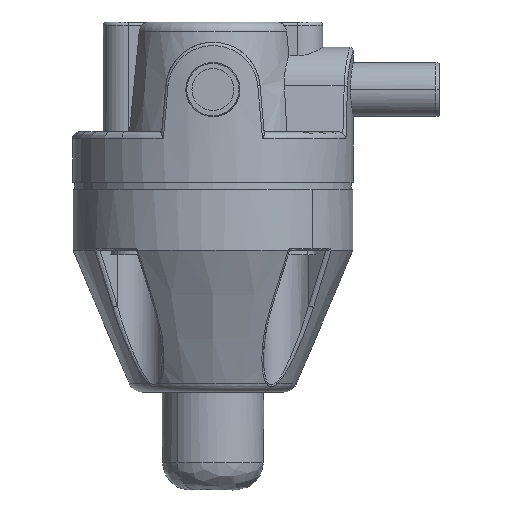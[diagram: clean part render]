
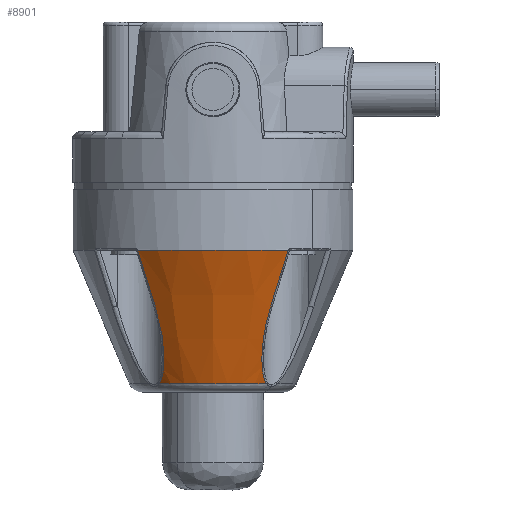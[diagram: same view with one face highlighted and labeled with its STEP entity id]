
A CAD part, front view. The second image highlights one B-rep face of the part: STEP entity #8901.
In plain terms, the highlighted conical face has half-angle 23 degrees and reference radius 33.103 mm.
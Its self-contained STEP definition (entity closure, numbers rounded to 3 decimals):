
#2989=CARTESIAN_POINT('',(0.,0.,-59.563));
#2990=DIRECTION('',(0.,0.,1.));
#2991=DIRECTION('',(-0.643,-0.766,0.));
#2992=AXIS2_PLACEMENT_3D('',#2989,#2990,#2991);
#2999=CARTESIAN_POINT('',(15.886,-18.922,
-59.563));
#3015=CARTESIAN_POINT('',(15.886,-18.922,
-59.563));
#3016=CARTESIAN_POINT('',(15.786,-19.083,
-59.425));
#3017=CARTESIAN_POINT('',(15.59,-19.416,
-59.111));
#3018=CARTESIAN_POINT('',(15.32,-19.952,
-58.511));
#3019=CARTESIAN_POINT('',(15.077,-20.524,
-57.776));
#3020=CARTESIAN_POINT('',(14.866,-21.134,
-56.9));
#3021=CARTESIAN_POINT('',(14.694,-21.779,
-55.877));
#3022=CARTESIAN_POINT('',(14.565,-22.468,
-54.69));
#3023=CARTESIAN_POINT('',(14.489,-23.206,
-53.321));
#3024=CARTESIAN_POINT('',(14.476,-23.992,
-51.756));
#3025=CARTESIAN_POINT('',(14.542,-24.83,
-49.98));
#3026=CARTESIAN_POINT('',(14.702,-25.722,
-47.972));
#3027=CARTESIAN_POINT('',(14.984,-26.671,
-45.698));
#3028=CARTESIAN_POINT('',(15.42,-27.675,
-43.132));
#3029=CARTESIAN_POINT('',(16.057,-28.73,
-40.23));
#3030=CARTESIAN_POINT('',(16.671,-29.464,
-38.016));
#3031=CARTESIAN_POINT('',(17.038,-29.826,
-36.845));
#3038=CARTESIAN_POINT('',(0.,0.,-20.));
#3039=DIRECTION('',(0.,0.,1.));
#3040=DIRECTION('',(-0.537,-0.844,0.));
#3041=AXIS2_PLACEMENT_3D('',#3038,#3039,#3040);
#3082=CARTESIAN_POINT('',(17.038,-29.826,
-36.845));
#3083=CARTESIAN_POINT('',(17.615,-30.395,
-35.008));
#3084=CARTESIAN_POINT('',(18.772,-31.537,
-31.309));
#3085=CARTESIAN_POINT('',(20.52,-33.264,
-25.694));
#3086=CARTESIAN_POINT('',(21.694,-34.427,
-21.905));
#3087=CARTESIAN_POINT('',(22.283,-35.01,
-20.));
#3099=CARTESIAN_POINT('',(-22.283,-35.01,
-20.));
#3100=CARTESIAN_POINT('',(-21.694,-34.427,
-21.905));
#3101=CARTESIAN_POINT('',(-20.52,-33.265,
-25.694));
#3102=CARTESIAN_POINT('',(-18.772,-31.537,
-31.309));
#3103=CARTESIAN_POINT('',(-17.615,-30.395,
-35.008));
#3104=CARTESIAN_POINT('',(-17.038,-29.826,
-36.845));
#3126=CARTESIAN_POINT('',(-17.038,-29.826,
-36.845));
#3127=CARTESIAN_POINT('',(-16.671,-29.464,
-38.016));
#3128=CARTESIAN_POINT('',(-16.057,-28.73,
-40.231));
#3129=CARTESIAN_POINT('',(-15.42,-27.676,
-43.131));
#3130=CARTESIAN_POINT('',(-14.984,-26.671,
-45.698));
#3131=CARTESIAN_POINT('',(-14.703,-25.722,
-47.97));
#3132=CARTESIAN_POINT('',(-14.541,-24.83,
-49.981));
#3133=CARTESIAN_POINT('',(-14.476,-23.991,
-51.758));
#3134=CARTESIAN_POINT('',(-14.489,-23.205,
-53.322));
#3135=CARTESIAN_POINT('',(-14.565,-22.468,
-54.691));
#3136=CARTESIAN_POINT('',(-14.694,-21.777,
-55.88));
#3137=CARTESIAN_POINT('',(-14.867,-21.131,
-56.904));
#3138=CARTESIAN_POINT('',(-15.077,-20.523,
-57.779));
#3139=CARTESIAN_POINT('',(-15.32,-19.95,
-58.513));
#3140=CARTESIAN_POINT('',(-15.591,-19.415,
-59.112));
#3141=CARTESIAN_POINT('',(-15.786,-19.082,
-59.426));
#3142=CARTESIAN_POINT('',(-15.886,-18.922,
-59.563));
#3153=CARTESIAN_POINT('',(-15.886,-18.922,
-59.563));
#4329=VERTEX_POINT('',#2999);
#4334=VERTEX_POINT('',#3153);
#4337=VERTEX_POINT('',#3031);
#4339=VERTEX_POINT('',#3087);
#4340=VERTEX_POINT('',#3126);
#4341=VERTEX_POINT('',#3099);
#8884=CARTESIAN_POINT('',(0.,0.,-39.781));
#8885=DIRECTION('',(0.,0.,1.));
#8886=DIRECTION('',(0.707,-0.707,0.));
#8887=AXIS2_PLACEMENT_3D('',#8884,#8885,#8886);
#8888=CONICAL_SURFACE('',#8887,33.103,23.);
#8890=ORIENTED_EDGE('',*,*,#8889,.F.);
#8891=ORIENTED_EDGE('',*,*,#8874,.F.);
#8892=ORIENTED_EDGE('',*,*,#8681,.F.);
#8894=ORIENTED_EDGE('',*,*,#8893,.F.);
#8896=ORIENTED_EDGE('',*,*,#8895,.F.);
#8898=ORIENTED_EDGE('',*,*,#8897,.T.);
#8899=EDGE_LOOP('',(#8890,#8891,#8892,#8894,#8896,#8898));
#8900=FACE_OUTER_BOUND('',#8899,.F.);
#2993=CIRCLE('',#2992,24.707);
#3032=B_SPLINE_CURVE_WITH_KNOTS('',3,(#3015,#3016,#3017,#3018,#3019,#3020,#3021,
#3022,#3023,#3024,#3025,#3026,#3027,#3028,#3029,#3030,#3031),.UNSPECIFIED.,.F.,
.F.,(4,1,1,1,1,1,1,1,1,1,1,1,1,1,4),(0.,0.071,0.143,
0.214,0.286,0.357,0.429,0.5,
0.571,0.643,0.714,0.786,
0.857,0.929,1.),.UNSPECIFIED.);
#3042=CIRCLE('',#3041,41.5);
#3088=B_SPLINE_CURVE_WITH_KNOTS('',3,(#3082,#3083,#3084,#3085,#3086,#3087),
.UNSPECIFIED.,.F.,.F.,(4,1,1,4),(0.,0.333,0.667,1.),
.UNSPECIFIED.);
#3105=B_SPLINE_CURVE_WITH_KNOTS('',3,(#3099,#3100,#3101,#3102,#3103,#3104),
.UNSPECIFIED.,.F.,.F.,(4,1,1,4),(0.,0.333,0.667,1.),
.UNSPECIFIED.);
#3143=B_SPLINE_CURVE_WITH_KNOTS('',3,(#3126,#3127,#3128,#3129,#3130,#3131,#3132,
#3133,#3134,#3135,#3136,#3137,#3138,#3139,#3140,#3141,#3142),.UNSPECIFIED.,.F.,
.F.,(4,1,1,1,1,1,1,1,1,1,1,1,1,1,4),(0.,0.071,0.143,
0.214,0.286,0.357,0.429,0.5,
0.571,0.643,0.714,0.786,
0.857,0.929,1.),.UNSPECIFIED.);
#8681=EDGE_CURVE('',#4334,#4329,#2993,.T.);
#8874=EDGE_CURVE('',#4329,#4337,#3032,.T.);
#8889=EDGE_CURVE('',#4337,#4339,#3088,.T.);
#8893=EDGE_CURVE('',#4340,#4334,#3143,.T.);
#8895=EDGE_CURVE('',#4341,#4340,#3105,.T.);
#8897=EDGE_CURVE('',#4341,#4339,#3042,.T.);
#8901=ADVANCED_FACE('',(#8900),#8888,.T.);
